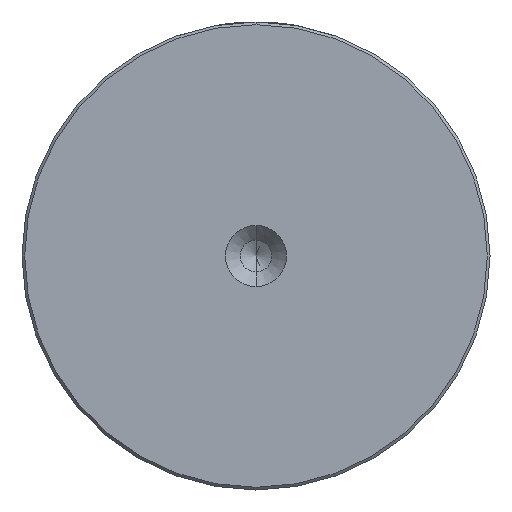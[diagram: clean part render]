
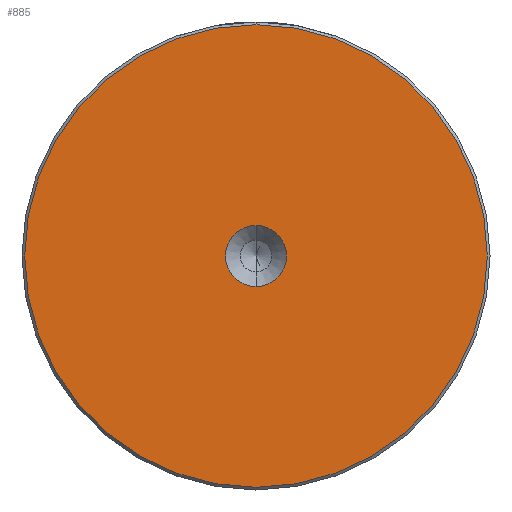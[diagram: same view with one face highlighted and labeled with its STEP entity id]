
A CAD part, left-side view. The second image highlights one B-rep face of the part: STEP entity #885.
In plain terms, the highlighted planar face has unit normal (-1, 0, 0).
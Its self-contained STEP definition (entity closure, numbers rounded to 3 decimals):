
#23 = CARTESIAN_POINT ( 'NONE',  ( 0., 0., -5.6 ) ) ;
#59 = CARTESIAN_POINT ( 'NONE',  ( 0., 0., -42.5 ) ) ;
#98 = CIRCLE ( 'NONE', #1231, 42.5 ) ;
#192 = AXIS2_PLACEMENT_3D ( 'NONE', #518, #340, #331 ) ;
#253 = DIRECTION ( 'NONE',  ( 0., 0., 1. ) ) ;
#267 = CARTESIAN_POINT ( 'NONE',  ( 0., 0., 0. ) ) ;
#275 = DIRECTION ( 'NONE',  ( -1., 0., 0. ) ) ;
#331 = DIRECTION ( 'NONE',  ( 0., 0., 1. ) ) ;
#340 = DIRECTION ( 'NONE',  ( -1., 0., 0. ) ) ;
#356 = VERTEX_POINT ( 'NONE', #2301 ) ;
#375 = CARTESIAN_POINT ( 'NONE',  ( 0., 0., 42.5 ) ) ;
#454 = PLANE ( 'NONE',  #1092 ) ;
#497 = DIRECTION ( 'NONE',  ( -1., 0., 0. ) ) ;
#518 = CARTESIAN_POINT ( 'NONE',  ( 0., 0., 0. ) ) ;
#653 = VERTEX_POINT ( 'NONE', #375 ) ;
#658 = DIRECTION ( 'NONE',  ( -1., 0., 0. ) ) ;
#685 = VERTEX_POINT ( 'NONE', #23 ) ;
#754 = CIRCLE ( 'NONE', #2219, 5.6 ) ;
#780 = EDGE_CURVE ( 'NONE', #685, #356, #2438, .T. ) ;
#885 = ADVANCED_FACE ( 'NONE', ( #2250, #1217 ), #454, .T. ) ;
#953 = EDGE_CURVE ( 'NONE', #653, #2439, #98, .T. ) ;
#1092 = AXIS2_PLACEMENT_3D ( 'NONE', #267, #658, #253 ) ;
#1217 = FACE_BOUND ( 'NONE', #1219, .T. ) ;
#1219 = EDGE_LOOP ( 'NONE', ( #2144, #1643 ) ) ;
#1231 = AXIS2_PLACEMENT_3D ( 'NONE', #1694, #1330, #1316 ) ;
#1316 = DIRECTION ( 'NONE',  ( 0., 0., 1. ) ) ;
#1330 = DIRECTION ( 'NONE',  ( -1., 0., 0. ) ) ;
#1411 = EDGE_LOOP ( 'NONE', ( #2528, #2299 ) ) ;
#1449 = CARTESIAN_POINT ( 'NONE',  ( 0., 0., 0. ) ) ;
#1637 = DIRECTION ( 'NONE',  ( 0., 0., 1. ) ) ;
#1643 = ORIENTED_EDGE ( 'NONE', *, *, #780, .F. ) ;
#1652 = CARTESIAN_POINT ( 'NONE',  ( 0., 0., 0. ) ) ;
#1694 = CARTESIAN_POINT ( 'NONE',  ( 0., 0., 0. ) ) ;
#1785 = CIRCLE ( 'NONE', #2151, 42.5 ) ;
#1856 = DIRECTION ( 'NONE',  ( 0., 0., 1. ) ) ;
#1920 = EDGE_CURVE ( 'NONE', #2439, #653, #1785, .T. ) ;
#2144 = ORIENTED_EDGE ( 'NONE', *, *, #2451, .F. ) ;
#2151 = AXIS2_PLACEMENT_3D ( 'NONE', #1652, #497, #1856 ) ;
#2219 = AXIS2_PLACEMENT_3D ( 'NONE', #1449, #275, #1637 ) ;
#2250 = FACE_OUTER_BOUND ( 'NONE', #1411, .T. ) ;
#2299 = ORIENTED_EDGE ( 'NONE', *, *, #953, .T. ) ;
#2301 = CARTESIAN_POINT ( 'NONE',  ( 0., 0., 5.6 ) ) ;
#2438 = CIRCLE ( 'NONE', #192, 5.6 ) ;
#2439 = VERTEX_POINT ( 'NONE', #59 ) ;
#2451 = EDGE_CURVE ( 'NONE', #356, #685, #754, .T. ) ;
#2528 = ORIENTED_EDGE ( 'NONE', *, *, #1920, .T. ) ;
